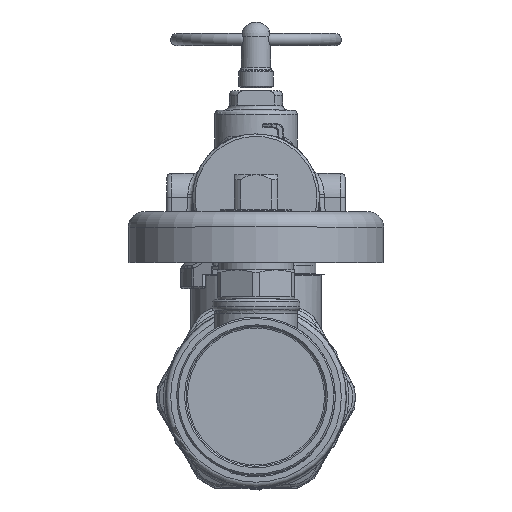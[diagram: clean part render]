
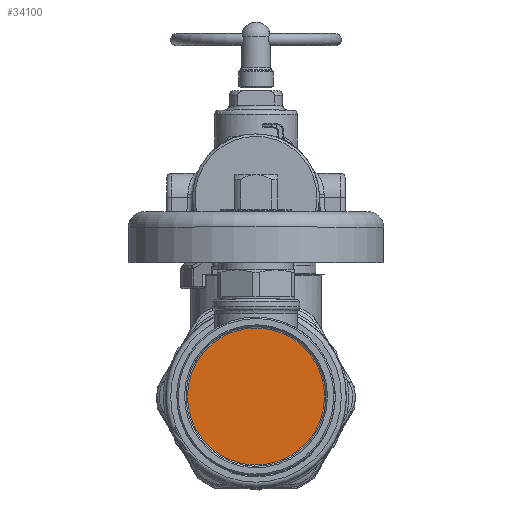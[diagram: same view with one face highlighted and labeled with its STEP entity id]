
A CAD part, top view. The second image highlights one B-rep face of the part: STEP entity #34100.
In plain terms, the highlighted face is planar.
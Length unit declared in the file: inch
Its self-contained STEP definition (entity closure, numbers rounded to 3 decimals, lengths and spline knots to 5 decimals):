
#1613=PLANE('',#37571);
#4797=FACE_OUTER_BOUND('',#7106,.T.);
#7106=EDGE_LOOP('',(#29664));
#10639=CIRCLE('',#37572,0.55315);
#15727=VERTEX_POINT('',#132221);
#20420=EDGE_CURVE('',#15727,#15727,#10639,.T.);
#29664=ORIENTED_EDGE('',*,*,#20420,.T.);
#34100=ADVANCED_FACE('',(#4797),#1613,.T.);
#37571=AXIS2_PLACEMENT_3D('',#132220,#44921,#44922);
#37572=AXIS2_PLACEMENT_3D('',#132222,#44923,#44924);
#44921=DIRECTION('center_axis',(0.,-1.,0.));
#44922=DIRECTION('ref_axis',(1.,0.,0.));
#44923=DIRECTION('center_axis',(0.,-1.,0.));
#44924=DIRECTION('ref_axis',(0.,0.,1.));
#132220=CARTESIAN_POINT('Origin',(-0.55315,-0.59055,
0.));
#132221=CARTESIAN_POINT('',(0.48543,-0.59055,0.26519));
#132222=CARTESIAN_POINT('Origin',(0.,-0.59055,0.));
